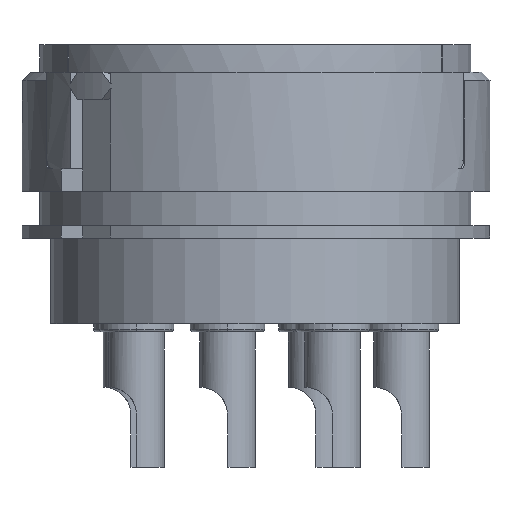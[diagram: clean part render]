
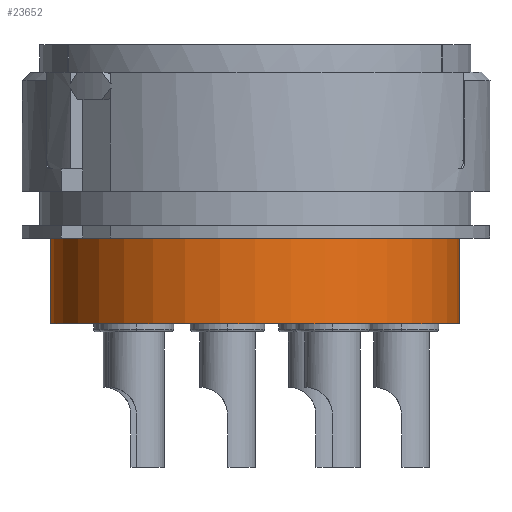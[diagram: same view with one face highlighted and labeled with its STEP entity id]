
A CAD part, left-side view. The second image highlights one B-rep face of the part: STEP entity #23652.
In plain terms, the highlighted cylindrical face has radius 7.4 mm (diameter 14.8 mm), a partial arc.
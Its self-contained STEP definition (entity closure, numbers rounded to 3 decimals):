
#3147=DIRECTION('',(0.,0.,-1.));
#3148=VECTOR('',#3147,3.1);
#3149=CARTESIAN_POINT('',(0.,-7.4,-2.5));
#3150=LINE('',#3149,#3148);
#3151=DIRECTION('',(0.,0.,-1.));
#3152=VECTOR('',#3151,3.1);
#3153=CARTESIAN_POINT('',(0.,7.4,-2.5));
#3154=LINE('',#3153,#3152);
#3155=CARTESIAN_POINT('',(0.,0.,-2.5));
#3156=DIRECTION('',(0.,0.,-1.));
#3157=DIRECTION('',(0.,-1.,0.));
#3158=AXIS2_PLACEMENT_3D('',#3155,#3156,#3157);
#3160=CARTESIAN_POINT('',(0.,0.,-5.6));
#3161=DIRECTION('',(0.,0.,-1.));
#3162=DIRECTION('',(0.,-1.,0.));
#3163=AXIS2_PLACEMENT_3D('',#3160,#3161,#3162);
#17971=CARTESIAN_POINT('',(0.,-7.4,-2.5));
#17972=CARTESIAN_POINT('',(0.,-7.4,-5.6));
#17973=VERTEX_POINT('',#17971);
#17974=VERTEX_POINT('',#17972);
#17975=CARTESIAN_POINT('',(0.,7.4,-2.5));
#17976=CARTESIAN_POINT('',(0.,7.4,-5.6));
#17977=VERTEX_POINT('',#17975);
#17978=VERTEX_POINT('',#17976);
#23640=CARTESIAN_POINT('',(0.,0.,-6.105));
#23641=DIRECTION('',(0.,0.,1.));
#23642=DIRECTION('',(0.,1.,0.));
#23643=AXIS2_PLACEMENT_3D('',#23640,#23641,#23642);
#23644=CYLINDRICAL_SURFACE('',#23643,7.4);
#23645=ORIENTED_EDGE('',*,*,#23630,.T.);
#23647=ORIENTED_EDGE('',*,*,#23646,.T.);
#23648=ORIENTED_EDGE('',*,*,#23633,.F.);
#23649=ORIENTED_EDGE('',*,*,#23477,.F.);
#23650=EDGE_LOOP('',(#23645,#23647,#23648,#23649));
#23651=FACE_OUTER_BOUND('',#23650,.F.);
#3159=CIRCLE('',#3158,7.4);
#3164=CIRCLE('',#3163,7.4);
#23477=EDGE_CURVE('',#17973,#17977,#3159,.T.);
#23630=EDGE_CURVE('',#17973,#17974,#3150,.T.);
#23633=EDGE_CURVE('',#17977,#17978,#3154,.T.);
#23646=EDGE_CURVE('',#17974,#17978,#3164,.T.);
#23652=ADVANCED_FACE('',(#23651),#23644,.T.);
